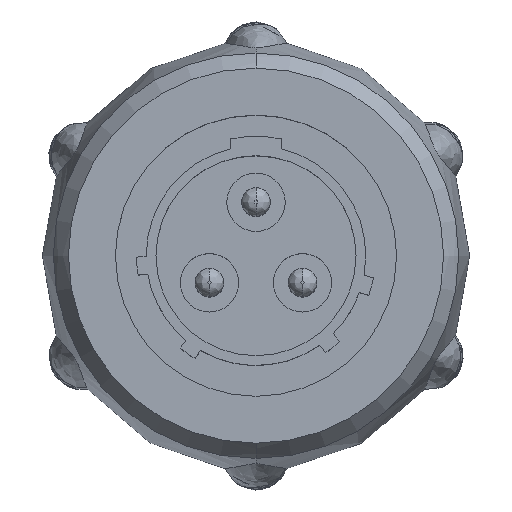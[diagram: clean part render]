
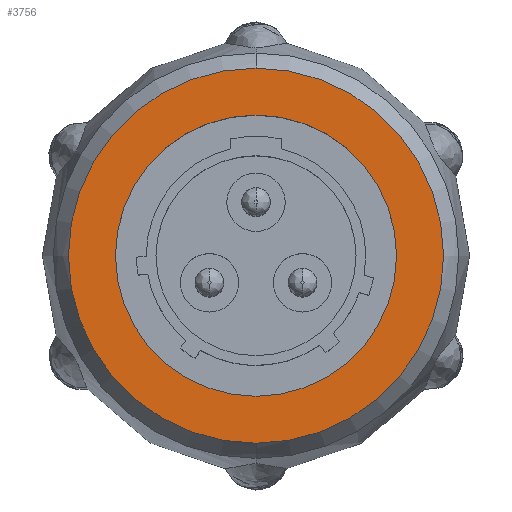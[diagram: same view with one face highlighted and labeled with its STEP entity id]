
A CAD part, top view. The second image highlights one B-rep face of the part: STEP entity #3756.
In plain terms, the highlighted planar face has unit normal (0, 0, 1).
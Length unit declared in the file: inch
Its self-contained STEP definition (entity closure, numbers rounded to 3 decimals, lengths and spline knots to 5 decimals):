
#1345=CARTESIAN_POINT('',(0.,0.,0.78346));
#1346=DIRECTION('',(0.,0.,1.));
#1347=DIRECTION('',(0.,1.,0.));
#1348=AXIS2_PLACEMENT_3D('',#1345,#1346,#1347);
#1350=CARTESIAN_POINT('',(0.,0.,0.78346));
#1351=DIRECTION('',(0.,0.,-1.));
#1352=DIRECTION('',(0.,1.,0.));
#1353=AXIS2_PLACEMENT_3D('',#1350,#1351,#1352);
#1355=CARTESIAN_POINT('',(0.,0.,0.78346));
#1356=DIRECTION('',(0.,0.,-1.));
#1357=DIRECTION('',(0.,1.,0.));
#1358=AXIS2_PLACEMENT_3D('',#1355,#1356,#1357);
#1368=CARTESIAN_POINT('',(0.,0.,0.78346));
#1369=DIRECTION('',(0.,0.,1.));
#1370=DIRECTION('',(0.,1.,0.));
#1371=AXIS2_PLACEMENT_3D('',#1368,#1369,#1370);
#2764=CARTESIAN_POINT('',(0.,0.41229,0.78346));
#2766=VERTEX_POINT('',#2764);
#2767=CARTESIAN_POINT('',(0.,0.30906,0.78346));
#2769=VERTEX_POINT('',#2767);
#2780=CARTESIAN_POINT('',(0.,-0.41229,0.78346));
#2782=VERTEX_POINT('',#2780);
#2783=CARTESIAN_POINT('',(0.,-0.30906,0.78346));
#2785=VERTEX_POINT('',#2783);
#3741=CARTESIAN_POINT('',(0.,0.,0.78346));
#3742=DIRECTION('',(0.,0.,-1.));
#3743=DIRECTION('',(0.,-1.,0.));
#3744=AXIS2_PLACEMENT_3D('',#3741,#3742,#3743);
#3745=PLANE('',#3744);
#3746=ORIENTED_EDGE('',*,*,#3734,.F.);
#3747=ORIENTED_EDGE('',*,*,#3699,.T.);
#3748=EDGE_LOOP('',(#3746,#3747));
#3749=FACE_OUTER_BOUND('',#3748,.F.);
#3751=ORIENTED_EDGE('',*,*,#3750,.F.);
#3753=ORIENTED_EDGE('',*,*,#3752,.T.);
#3754=EDGE_LOOP('',(#3751,#3753));
#3755=FACE_BOUND('',#3754,.F.);
#3756=ADVANCED_FACE('',(#3749,#3755),#3745,.F.);
#1349=CIRCLE('',#1348,0.41229);
#1354=CIRCLE('',#1353,0.41229);
#1359=CIRCLE('',#1358,0.30906);
#1372=CIRCLE('',#1371,0.30906);
#3699=EDGE_CURVE('',#2766,#2782,#1354,.T.);
#3734=EDGE_CURVE('',#2766,#2782,#1349,.T.);
#3750=EDGE_CURVE('',#2769,#2785,#1359,.T.);
#3752=EDGE_CURVE('',#2769,#2785,#1372,.T.);
